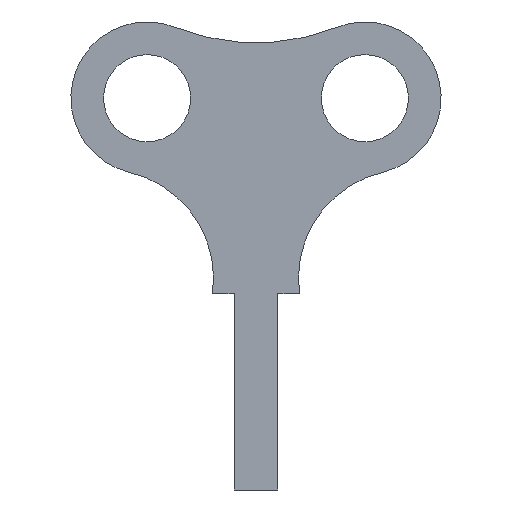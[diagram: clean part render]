
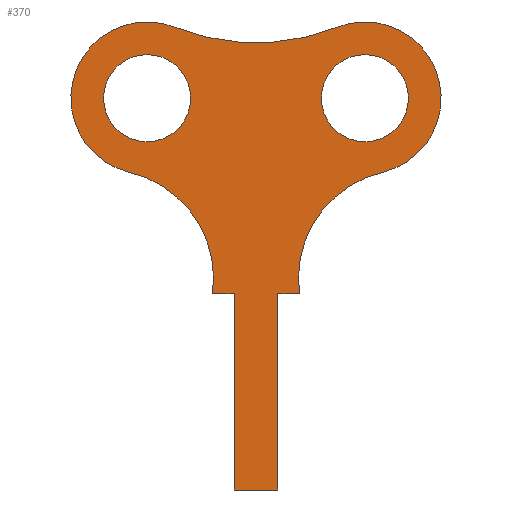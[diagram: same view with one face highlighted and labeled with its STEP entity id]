
A CAD part, front view. The second image highlights one B-rep face of the part: STEP entity #370.
In plain terms, the highlighted planar face has unit normal (0, -1, 0).
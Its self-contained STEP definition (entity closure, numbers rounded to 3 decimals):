
#16=FACE_BOUND('',#77,.T.);
#17=FACE_BOUND('',#78,.T.);
#19=CIRCLE('',#393,10.);
#21=CIRCLE('',#396,10.);
#22=CIRCLE('',#398,25.);
#24=CIRCLE('',#404,25.);
#26=CIRCLE('',#407,17.5);
#28=CIRCLE('',#410,50.);
#30=CIRCLE('',#413,17.5);
#56=FACE_OUTER_BOUND('',#76,.T.);
#76=EDGE_LOOP('',(#311,#312,#313,#314,#315,#316,#317,#318,#319,#320));
#77=EDGE_LOOP('',(#321));
#78=EDGE_LOOP('',(#322));
#90=LINE('',#543,#124);
#95=LINE('',#552,#129);
#99=LINE('',#560,#133);
#104=LINE('',#583,#138);
#107=LINE('',#589,#141);
#124=VECTOR('',#438,10.);
#129=VECTOR('',#445,10.);
#133=VECTOR('',#451,10.);
#138=VECTOR('',#476,10.);
#141=VECTOR('',#483,10.);
#155=VERTEX_POINT('',#540);
#156=VERTEX_POINT('',#542);
#159=VERTEX_POINT('',#550);
#162=VERTEX_POINT('',#558);
#164=VERTEX_POINT('',#564);
#166=VERTEX_POINT('',#570);
#167=VERTEX_POINT('',#574);
#168=VERTEX_POINT('',#575);
#171=VERTEX_POINT('',#588);
#173=VERTEX_POINT('',#594);
#175=VERTEX_POINT('',#600);
#177=VERTEX_POINT('',#606);
#190=EDGE_CURVE('',#155,#156,#90,.T.);
#195=EDGE_CURVE('',#155,#159,#95,.T.);
#199=EDGE_CURVE('',#159,#162,#99,.T.);
#202=EDGE_CURVE('',#164,#164,#19,.T.);
#205=EDGE_CURVE('',#166,#166,#21,.T.);
#206=EDGE_CURVE('',#167,#168,#22,.T.);
#210=EDGE_CURVE('',#156,#168,#104,.T.);
#213=EDGE_CURVE('',#162,#171,#107,.T.);
#216=EDGE_CURVE('',#171,#173,#24,.T.);
#219=EDGE_CURVE('',#175,#173,#26,.T.);
#222=EDGE_CURVE('',#175,#177,#28,.T.);
#225=EDGE_CURVE('',#167,#177,#30,.T.);
#311=ORIENTED_EDGE('',*,*,#225,.F.);
#312=ORIENTED_EDGE('',*,*,#206,.T.);
#313=ORIENTED_EDGE('',*,*,#210,.F.);
#314=ORIENTED_EDGE('',*,*,#190,.F.);
#315=ORIENTED_EDGE('',*,*,#195,.T.);
#316=ORIENTED_EDGE('',*,*,#199,.T.);
#317=ORIENTED_EDGE('',*,*,#213,.T.);
#318=ORIENTED_EDGE('',*,*,#216,.T.);
#319=ORIENTED_EDGE('',*,*,#219,.F.);
#320=ORIENTED_EDGE('',*,*,#222,.T.);
#321=ORIENTED_EDGE('',*,*,#205,.F.);
#322=ORIENTED_EDGE('',*,*,#202,.F.);
#333=PLANE('',#416);
#370=ADVANCED_FACE('',(#56,#16,#17),#333,.F.);
#393=AXIS2_PLACEMENT_3D('',#566,#457,#458);
#396=AXIS2_PLACEMENT_3D('',#572,#464,#465);
#398=AXIS2_PLACEMENT_3D('',#576,#468,#469);
#404=AXIS2_PLACEMENT_3D('',#595,#488,#489);
#407=AXIS2_PLACEMENT_3D('',#601,#495,#496);
#410=AXIS2_PLACEMENT_3D('',#607,#502,#503);
#413=AXIS2_PLACEMENT_3D('',#612,#509,#510);
#416=AXIS2_PLACEMENT_3D('',#615,#515,#516);
#438=DIRECTION('',(0.,0.,1.));
#445=DIRECTION('',(1.,0.,0.));
#451=DIRECTION('',(0.,0.,1.));
#457=DIRECTION('center_axis',(0.,-1.,0.));
#458=DIRECTION('ref_axis',(1.,0.,0.));
#464=DIRECTION('center_axis',(0.,-1.,0.));
#465=DIRECTION('ref_axis',(1.,0.,0.));
#468=DIRECTION('center_axis',(0.,1.,0.));
#469=DIRECTION('ref_axis',(0.147,0.,0.989));
#476=DIRECTION('',(-1.,0.,0.));
#483=DIRECTION('',(1.,0.,0.));
#488=DIRECTION('center_axis',(0.,1.,0.));
#489=DIRECTION('ref_axis',(-0.99,0.,-0.143));
#495=DIRECTION('center_axis',(0.,1.,0.));
#496=DIRECTION('ref_axis',(-0.37,0.,0.929));
#502=DIRECTION('center_axis',(0.,1.,0.));
#503=DIRECTION('ref_axis',(0.37,0.,-0.929));
#509=DIRECTION('center_axis',(0.,1.,0.));
#510=DIRECTION('ref_axis',(-0.229,0.,-0.973));
#515=DIRECTION('center_axis',(0.,1.,0.));
#516=DIRECTION('ref_axis',(1.,0.,0.));
#540=CARTESIAN_POINT('',(-5.,0.,0.));
#542=CARTESIAN_POINT('',(-5.,0.,45.));
#543=CARTESIAN_POINT('',(-5.,0.,0.));
#550=CARTESIAN_POINT('',(5.,0.,0.));
#552=CARTESIAN_POINT('',(0.,0.,0.));
#558=CARTESIAN_POINT('',(5.,0.,45.));
#560=CARTESIAN_POINT('',(5.,0.,0.));
#564=CARTESIAN_POINT('',(-35.,0.,89.946));
#566=CARTESIAN_POINT('Origin',(-25.,0.,89.946));
#570=CARTESIAN_POINT('',(15.,0.,89.946));
#572=CARTESIAN_POINT('Origin',(25.,0.,89.946));
#574=CARTESIAN_POINT('',(-29.012,0.,72.912));
#575=CARTESIAN_POINT('',(-10.,0.,45.));
#576=CARTESIAN_POINT('Origin',(-34.743,0.,48.578));
#583=CARTESIAN_POINT('',(-5.,0.,45.));
#588=CARTESIAN_POINT('',(10.,0.,45.));
#589=CARTESIAN_POINT('',(5.,0.,45.));
#594=CARTESIAN_POINT('',(29.012,0.,72.912));
#595=CARTESIAN_POINT('Origin',(34.743,0.,48.578));
#600=CARTESIAN_POINT('',(18.519,0.,106.202));
#601=CARTESIAN_POINT('Origin',(25.,0.,89.946));
#606=CARTESIAN_POINT('',(-18.519,0.,106.202));
#607=CARTESIAN_POINT('Origin',(0.,0.,152.646));
#612=CARTESIAN_POINT('Origin',(-25.,0.,89.946));
#615=CARTESIAN_POINT('Origin',(0.,0.,53.723));
